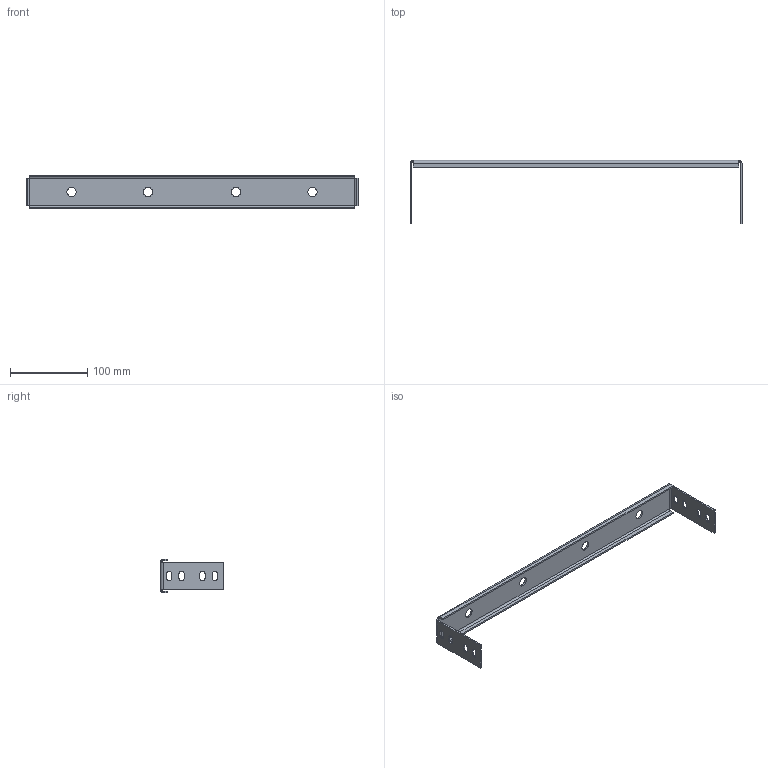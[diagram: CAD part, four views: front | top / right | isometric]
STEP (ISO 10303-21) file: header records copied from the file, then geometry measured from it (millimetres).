
FILE_DESCRIPTION (( 'STEP AP203' ), '1' );
FILE_NAME ('Ñêîáà âåðõíÿÿ BMP-10_BMP1040.STEP', '2012-11-20T12:07:31', ( 'Àñååâ' ), ( '' ), 'SwSTEP 2.0', 'SolidWorks 2012', '' );
FILE_SCHEMA (( 'CONFIG_CONTROL_DESIGN' ));
Length unit declared in the file: millimetre
Products named in the file (1): Ñêîáà âåðõíÿÿ BMP-10_BMP1040
Bounding box: 430 x 82 x 44 mm (x, y, z)
Volume: 56608.6 mm3; surface area: 59993.4 mm2
Topology: 1 solids, 1 shells, 74 faces, 184 edges, 112 vertices
Faces by surface type: plane 46, cylinder 28
Full cylindrical faces by diameter (mm): 12 x4
Entity records: 2273 total; most frequent: DIRECTION 386, CARTESIAN_POINT 367, ORIENTED_EDGE 360, EDGE_CURVE 180, AXIS2_PLACEMENT_3D 131, LINE 124, VECTOR 124, VERTEX_POINT 112
